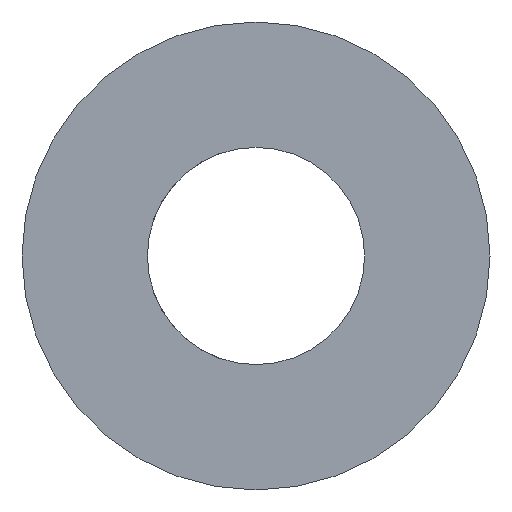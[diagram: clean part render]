
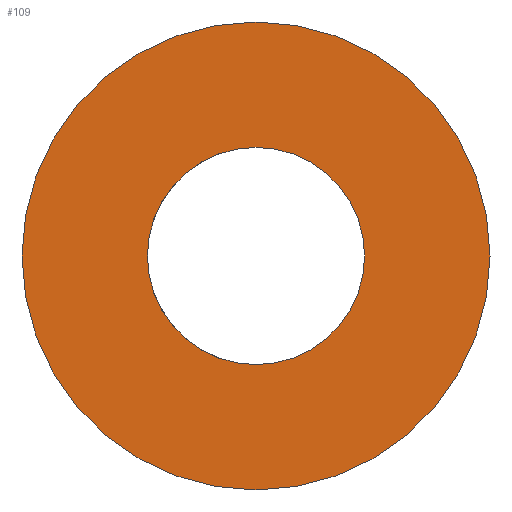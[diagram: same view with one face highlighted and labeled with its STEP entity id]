
A CAD part, front view. The second image highlights one B-rep face of the part: STEP entity #109.
In plain terms, the highlighted planar face has unit normal (0, -1, 0).
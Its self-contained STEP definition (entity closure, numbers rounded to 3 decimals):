
#38=AXIS2_PLACEMENT_3D('Circle Axis2P3D',#36,#37,$) ;
#80=AXIS2_PLACEMENT_3D('Plane Axis2P3D',#77,#78,#79) ;
#84=AXIS2_PLACEMENT_3D('Circle Axis2P3D',#82,#83,$) ;
#93=AXIS2_PLACEMENT_3D('Circle Axis2P3D',#91,#92,$) ;
#102=AXIS2_PLACEMENT_3D('Circle Axis2P3D',#100,#101,$) ;
#36=CARTESIAN_POINT('Axis2P3D Location',(0.,0.,0.)) ;
#40=CARTESIAN_POINT('Vertex',(0.,0.,-2.578)) ;
#42=CARTESIAN_POINT('Vertex',(0.,0.,2.578)) ;
#77=CARTESIAN_POINT('Axis2P3D Location',(0.,0.,0.)) ;
#82=CARTESIAN_POINT('Axis2P3D Location',(0.,0.,0.)) ;
#86=CARTESIAN_POINT('Vertex',(0.,0.,-5.556)) ;
#88=CARTESIAN_POINT('Vertex',(0.,0.,5.556)) ;
#91=CARTESIAN_POINT('Axis2P3D Location',(0.,0.,0.)) ;
#100=CARTESIAN_POINT('Axis2P3D Location',(0.,0.,0.)) ;
#37=DIRECTION('Axis2P3D Direction',(-0.,1.,0.)) ;
#78=DIRECTION('Axis2P3D Direction',(0.,1.,0.)) ;
#79=DIRECTION('Axis2P3D XDirection',(0.,0.,1.)) ;
#83=DIRECTION('Axis2P3D Direction',(0.,1.,0.)) ;
#92=DIRECTION('Axis2P3D Direction',(0.,1.,0.)) ;
#101=DIRECTION('Axis2P3D Direction',(0.,1.,0.)) ;
#97=ORIENTED_EDGE('',*,*,#90,.F.) ;
#98=ORIENTED_EDGE('',*,*,#95,.F.) ;
#106=ORIENTED_EDGE('',*,*,#104,.T.) ;
#107=ORIENTED_EDGE('',*,*,#44,.T.) ;
#108=FACE_BOUND('',#105,.T.) ;
#109=ADVANCED_FACE('Cut-Extrude1',(#99,#108),#81,.F.) ;
#39=CIRCLE('generated circle',#38,2.578) ;
#85=CIRCLE('generated circle',#84,5.556) ;
#94=CIRCLE('generated circle',#93,5.556) ;
#103=CIRCLE('generated circle',#102,2.578) ;
#44=EDGE_CURVE('',#41,#43,#39,.T.) ;
#90=EDGE_CURVE('',#87,#89,#85,.T.) ;
#95=EDGE_CURVE('',#89,#87,#94,.T.) ;
#104=EDGE_CURVE('',#43,#41,#103,.T.) ;
#96=EDGE_LOOP('',(#97,#98)) ;
#105=EDGE_LOOP('',(#106,#107)) ;
#99=FACE_OUTER_BOUND('',#96,.T.) ;
#81=PLANE('',#80) ;
#41=VERTEX_POINT('',#40) ;
#43=VERTEX_POINT('',#42) ;
#87=VERTEX_POINT('',#86) ;
#89=VERTEX_POINT('',#88) ;
